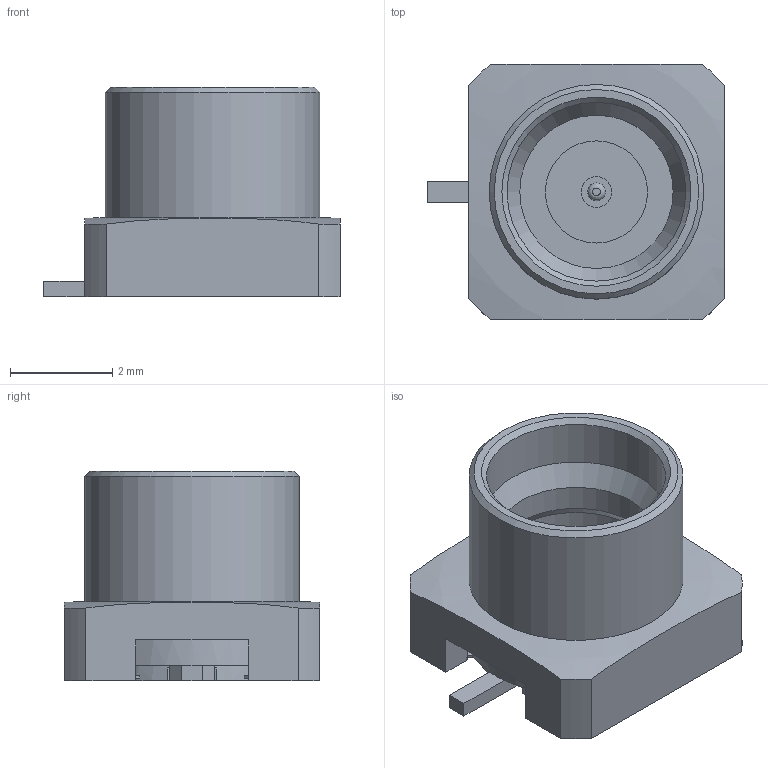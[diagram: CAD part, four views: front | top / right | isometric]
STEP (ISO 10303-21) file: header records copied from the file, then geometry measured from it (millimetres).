
FILE_DESCRIPTION(/* description */ (''),/* implementation_level */ '2;1');
FILE_NAME(/* name */ 'Wurth 60124102122403.step',/* time_stamp */ '2023-09-05T23:43:12+01:00',/* author */ (''),/* organization */ (''),/* preprocessor_version */ 'ST-DEVELOPER v20',/* originating_system */ 'Autodesk Translation Framework v12.9.0.99',/* authorisation */ '');
FILE_SCHEMA (('AUTOMOTIVE_DESIGN { 1 0 10303 214 3 1 1 }'));
Length unit declared in the file: millimetre
Products named in the file (1): Wurth 60124102122403
Bounding box: 5.8 x 5 x 4.1 mm (x, y, z)
Volume: 45.3 mm3; surface area: 159.4 mm2
Topology: 1 solids, 1 shells, 93 faces, 245 edges, 158 vertices
Faces by surface type: plane 59, cylinder 28, cone 4, bspline 2
Full cylindrical faces by diameter (mm): 0.35 x1, 0.6 x1, 2 x1, 3 x1, 3.2 x1, 3.5 x1, 4.2 x1
Entity records: 3081 total; most frequent: CARTESIAN_POINT 588, DIRECTION 503, ORIENTED_EDGE 490, EDGE_CURVE 245, AXIS2_PLACEMENT_3D 172, LINE 159, VECTOR 159, VERTEX_POINT 158
